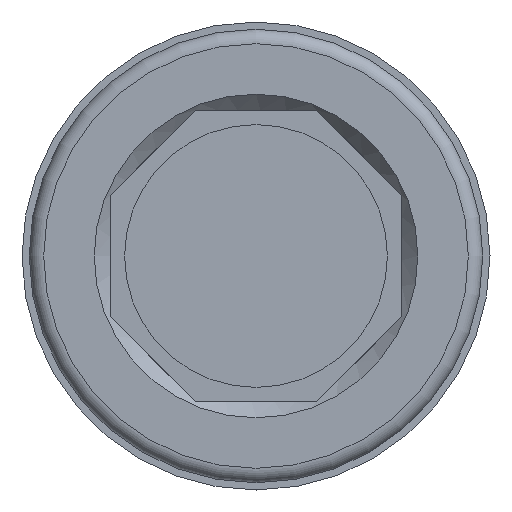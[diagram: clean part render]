
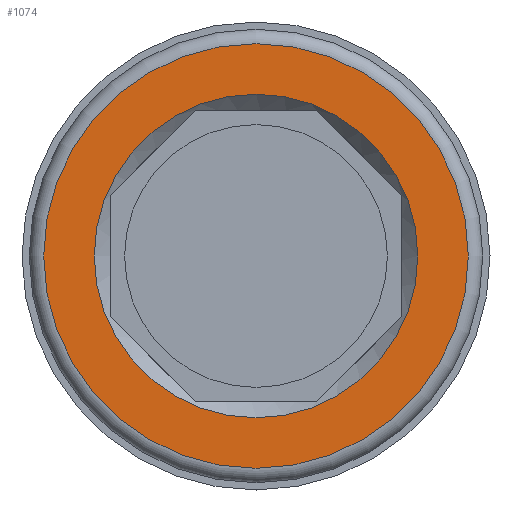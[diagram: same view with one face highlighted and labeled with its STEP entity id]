
A CAD part, left-side view. The second image highlights one B-rep face of the part: STEP entity #1074.
In plain terms, the highlighted planar face has unit normal (-1, 0, 0).
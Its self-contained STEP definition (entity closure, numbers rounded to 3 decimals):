
#200=PLANE('',#1202);
#225=FACE_BOUND('',#394,.T.);
#299=FACE_OUTER_BOUND('',#393,.T.);
#393=EDGE_LOOP('',(#967));
#394=EDGE_LOOP('',(#968));
#464=CIRCLE('',#1188,5.6);
#468=CIRCLE('',#1201,7.35);
#562=VERTEX_POINT('',#1867);
#566=VERTEX_POINT('',#1887);
#697=EDGE_CURVE('',#562,#562,#464,.T.);
#704=EDGE_CURVE('',#566,#566,#468,.T.);
#967=ORIENTED_EDGE('',*,*,#704,.F.);
#968=ORIENTED_EDGE('',*,*,#697,.T.);
#1074=ADVANCED_FACE('',(#299,#225),#200,.T.);
#1188=AXIS2_PLACEMENT_3D('',#1868,#1463,#1464);
#1201=AXIS2_PLACEMENT_3D('',#1888,#1492,#1493);
#1202=AXIS2_PLACEMENT_3D('',#1889,#1494,#1495);
#1463=DIRECTION('center_axis',(1.,0.,0.));
#1464=DIRECTION('ref_axis',(0.,1.,0.));
#1492=DIRECTION('center_axis',(1.,0.,0.));
#1493=DIRECTION('ref_axis',(0.,-1.,0.));
#1494=DIRECTION('center_axis',(-1.,0.,0.));
#1495=DIRECTION('ref_axis',(0.,0.,1.));
#1867=CARTESIAN_POINT('',(0.,5.6,0.));
#1868=CARTESIAN_POINT('Origin',(0.,0.,0.));
#1887=CARTESIAN_POINT('',(0.,7.35,0.));
#1888=CARTESIAN_POINT('Origin',(0.,0.,0.));
#1889=CARTESIAN_POINT('Origin',(0.,0.,0.));
